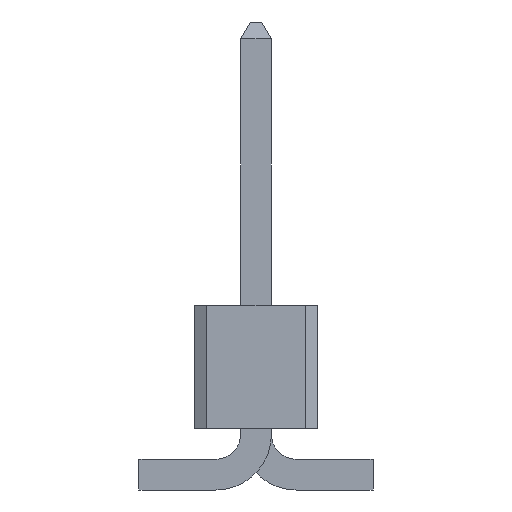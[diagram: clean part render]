
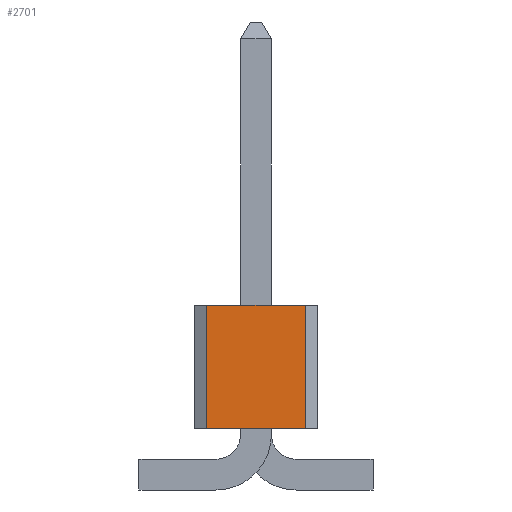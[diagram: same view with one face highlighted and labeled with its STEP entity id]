
A CAD part, left-side view. The second image highlights one B-rep face of the part: STEP entity #2701.
In plain terms, the highlighted planar face has unit normal (-1, 0, 0).
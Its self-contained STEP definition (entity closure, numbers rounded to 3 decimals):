
#484 = AXIS2_PLACEMENT_3D ( 'NONE', #10375, #5741, #3812 ) ;
#669 = DIRECTION ( 'NONE',  ( 0., -1., 0. ) ) ;
#737 = CARTESIAN_POINT ( 'NONE',  ( -12.7, -1.02, 1.27 ) ) ;
#914 = ORIENTED_EDGE ( 'NONE', *, *, #8785, .F. ) ;
#1363 = ORIENTED_EDGE ( 'NONE', *, *, #8649, .T. ) ;
#2701 = ADVANCED_FACE ( 'NONE', ( #8682 ), #5625, .F. ) ;
#3099 = VERTEX_POINT ( 'NONE', #6033 ) ;
#3152 = CARTESIAN_POINT ( 'NONE',  ( -12.7, -1.02, 3.81 ) ) ;
#3412 = LINE ( 'NONE', #11726, #5997 ) ;
#3782 = LINE ( 'NONE', #3152, #5244 ) ;
#3812 = DIRECTION ( 'NONE',  ( 0., 0., -1. ) ) ;
#4220 = CARTESIAN_POINT ( 'NONE',  ( -12.7, -1.02, 3.81 ) ) ;
#4272 = VECTOR ( 'NONE', #669, 1000. ) ;
#4408 = CARTESIAN_POINT ( 'NONE',  ( -12.7, 1.02, 1.27 ) ) ;
#4432 = ORIENTED_EDGE ( 'NONE', *, *, #6542, .F. ) ;
#4524 = VERTEX_POINT ( 'NONE', #737 ) ;
#4632 = VERTEX_POINT ( 'NONE', #4220 ) ;
#4937 = EDGE_LOOP ( 'NONE', ( #1363, #4432, #914, #8972 ) ) ;
#5244 = VECTOR ( 'NONE', #7771, 1000. ) ;
#5625 = PLANE ( 'NONE',  #484 ) ;
#5741 = DIRECTION ( 'NONE',  ( 1., 0., 0. ) ) ;
#5882 = LINE ( 'NONE', #7160, #8464 ) ;
#5997 = VECTOR ( 'NONE', #6495, 1000. ) ;
#6025 = CARTESIAN_POINT ( 'NONE',  ( -12.7, 1.02, 1.27 ) ) ;
#6033 = CARTESIAN_POINT ( 'NONE',  ( -12.7, 1.02, 3.81 ) ) ;
#6229 = VERTEX_POINT ( 'NONE', #4408 ) ;
#6495 = DIRECTION ( 'NONE',  ( 0., -1., 0. ) ) ;
#6542 = EDGE_CURVE ( 'NONE', #4632, #4524, #3782, .T. ) ;
#7087 = DIRECTION ( 'NONE',  ( 0., 0., -1. ) ) ;
#7160 = CARTESIAN_POINT ( 'NONE',  ( -12.7, 1.02, 3.81 ) ) ;
#7573 = LINE ( 'NONE', #6025, #4272 ) ;
#7771 = DIRECTION ( 'NONE',  ( 0., 0., -1. ) ) ;
#8464 = VECTOR ( 'NONE', #7087, 1000. ) ;
#8649 = EDGE_CURVE ( 'NONE', #6229, #4524, #7573, .T. ) ;
#8682 = FACE_OUTER_BOUND ( 'NONE', #4937, .T. ) ;
#8785 = EDGE_CURVE ( 'NONE', #3099, #4632, #3412, .T. ) ;
#8972 = ORIENTED_EDGE ( 'NONE', *, *, #10848, .T. ) ;
#10375 = CARTESIAN_POINT ( 'NONE',  ( -12.7, 1.02, 3.81 ) ) ;
#10848 = EDGE_CURVE ( 'NONE', #3099, #6229, #5882, .T. ) ;
#11726 = CARTESIAN_POINT ( 'NONE',  ( -12.7, 1.02, 3.81 ) ) ;
